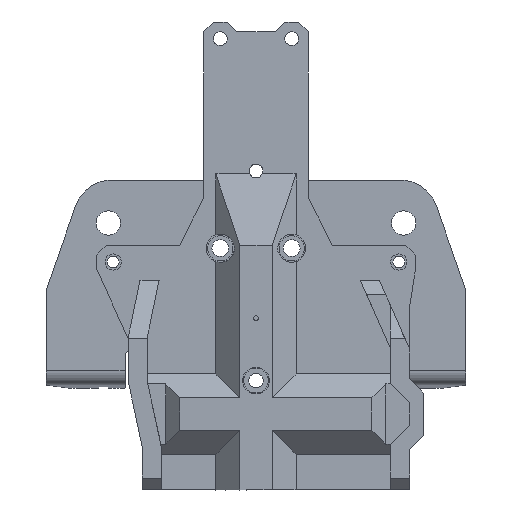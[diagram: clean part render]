
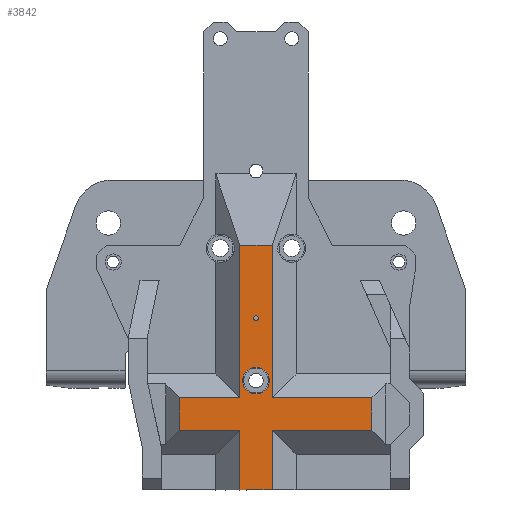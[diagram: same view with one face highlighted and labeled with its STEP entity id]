
A CAD part, front view. The second image highlights one B-rep face of the part: STEP entity #3842.
In plain terms, the highlighted planar face has unit normal (0, -1, 0).
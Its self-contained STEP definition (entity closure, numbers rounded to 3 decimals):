
#70=FACE_BOUND('',#575,.T.);
#71=FACE_BOUND('',#576,.T.);
#171=PLANE('',#4156);
#353=FACE_OUTER_BOUND('',#574,.T.);
#574=EDGE_LOOP('',(#3219,#3220,#3221,#3222,#3223,#3224,#3225,#3226,#3227,
#3228,#3229,#3230,#3231,#3232));
#575=EDGE_LOOP('',(#3233));
#576=EDGE_LOOP('',(#3234));
#846=LINE('',#5824,#1288);
#858=LINE('',#5848,#1300);
#863=LINE('',#5859,#1305);
#871=LINE('',#5874,#1313);
#887=LINE('',#5910,#1329);
#945=LINE('',#6047,#1387);
#948=LINE('',#6054,#1390);
#950=LINE('',#6059,#1392);
#954=LINE('',#6067,#1396);
#956=LINE('',#6071,#1398);
#957=LINE('',#6073,#1399);
#958=LINE('',#6074,#1400);
#959=LINE('',#6075,#1401);
#960=LINE('',#6076,#1402);
#1288=VECTOR('',#4769,10.);
#1300=VECTOR('',#4785,10.);
#1305=VECTOR('',#4792,10.);
#1313=VECTOR('',#4802,10.);
#1329=VECTOR('',#4828,10.);
#1387=VECTOR('',#4938,10.);
#1390=VECTOR('',#4943,10.);
#1392=VECTOR('',#4947,10.);
#1396=VECTOR('',#4953,10.);
#1398=VECTOR('',#4959,10.);
#1399=VECTOR('',#4960,10.);
#1400=VECTOR('',#4961,10.);
#1401=VECTOR('',#4962,10.);
#1402=VECTOR('',#4963,10.);
#1646=CIRCLE('',#4157,0.5);
#1647=CIRCLE('',#4158,2.8);
#1822=VERTEX_POINT('',#5821);
#1823=VERTEX_POINT('',#5823);
#1832=VERTEX_POINT('',#5845);
#1833=VERTEX_POINT('',#5847);
#1837=VERTEX_POINT('',#5856);
#1838=VERTEX_POINT('',#5858);
#1844=VERTEX_POINT('',#5872);
#1858=VERTEX_POINT('',#5907);
#1859=VERTEX_POINT('',#5909);
#1915=VERTEX_POINT('',#6052);
#1916=VERTEX_POINT('',#6057);
#1917=VERTEX_POINT('',#6058);
#1920=VERTEX_POINT('',#6066);
#1921=VERTEX_POINT('',#6072);
#1922=VERTEX_POINT('',#6077);
#1923=VERTEX_POINT('',#6079);
#2266=EDGE_CURVE('',#1823,#1822,#846,.F.);
#2278=EDGE_CURVE('',#1832,#1833,#858,.T.);
#2283=EDGE_CURVE('',#1837,#1838,#863,.T.);
#2291=EDGE_CURVE('',#1844,#1837,#871,.T.);
#2307=EDGE_CURVE('',#1858,#1859,#887,.T.);
#2378=EDGE_CURVE('',#1832,#1823,#945,.T.);
#2381=EDGE_CURVE('',#1844,#1915,#948,.T.);
#2383=EDGE_CURVE('',#1916,#1917,#950,.T.);
#2387=EDGE_CURVE('',#1920,#1858,#954,.F.);
#2390=EDGE_CURVE('',#1916,#1915,#956,.T.);
#2391=EDGE_CURVE('',#1917,#1921,#957,.T.);
#2392=EDGE_CURVE('',#1921,#1833,#958,.F.);
#2393=EDGE_CURVE('',#1822,#1859,#959,.F.);
#2394=EDGE_CURVE('',#1920,#1838,#960,.F.);
#2395=EDGE_CURVE('',#1922,#1922,#1646,.T.);
#2396=EDGE_CURVE('',#1923,#1923,#1647,.F.);
#3219=ORIENTED_EDGE('',*,*,#2283,.F.);
#3220=ORIENTED_EDGE('',*,*,#2291,.F.);
#3221=ORIENTED_EDGE('',*,*,#2381,.T.);
#3222=ORIENTED_EDGE('',*,*,#2390,.F.);
#3223=ORIENTED_EDGE('',*,*,#2383,.T.);
#3224=ORIENTED_EDGE('',*,*,#2391,.T.);
#3225=ORIENTED_EDGE('',*,*,#2392,.T.);
#3226=ORIENTED_EDGE('',*,*,#2278,.F.);
#3227=ORIENTED_EDGE('',*,*,#2378,.T.);
#3228=ORIENTED_EDGE('',*,*,#2266,.T.);
#3229=ORIENTED_EDGE('',*,*,#2393,.T.);
#3230=ORIENTED_EDGE('',*,*,#2307,.F.);
#3231=ORIENTED_EDGE('',*,*,#2387,.F.);
#3232=ORIENTED_EDGE('',*,*,#2394,.T.);
#3233=ORIENTED_EDGE('',*,*,#2395,.T.);
#3234=ORIENTED_EDGE('',*,*,#2396,.T.);
#3842=ADVANCED_FACE('',(#353,#70,#71),#171,.F.);
#4156=AXIS2_PLACEMENT_3D('',#6070,#4957,#4958);
#4157=AXIS2_PLACEMENT_3D('',#6078,#4964,#4965);
#4158=AXIS2_PLACEMENT_3D('',#6080,#4966,#4967);
#4769=DIRECTION('',(1.,0.,0.));
#4785=DIRECTION('',(-1.,0.,0.));
#4792=DIRECTION('',(0.,0.,1.));
#4802=DIRECTION('',(-1.,0.,0.));
#4828=DIRECTION('',(1.,0.,0.));
#4938=DIRECTION('',(0.,0.,1.));
#4943=DIRECTION('',(0.,0.,-1.));
#4947=DIRECTION('',(0.,0.,1.));
#4953=DIRECTION('',(0.,0.,-1.));
#4957=DIRECTION('center_axis',(0.,1.,0.));
#4958=DIRECTION('ref_axis',(-1.,0.,0.));
#4959=DIRECTION('',(-1.,0.,0.));
#4960=DIRECTION('',(1.,0.,0.));
#4961=DIRECTION('',(0.,0.,-1.));
#4962=DIRECTION('',(0.,0.,-1.));
#4963=DIRECTION('',(1.,0.,0.));
#4964=DIRECTION('center_axis',(0.,1.,0.));
#4965=DIRECTION('ref_axis',(1.,0.,0.));
#4966=DIRECTION('center_axis',(0.,-1.,0.));
#4967=DIRECTION('ref_axis',(-1.,0.,0.));
#5821=CARTESIAN_POINT('',(3.652,-11.9,-16.536));
#5823=CARTESIAN_POINT('',(24.575,-11.9,-16.536));
#5824=CARTESIAN_POINT('',(14.856,-11.9,-16.536));
#5845=CARTESIAN_POINT('',(24.575,-11.9,-23.364));
#5847=CARTESIAN_POINT('',(3.652,-11.9,-23.364));
#5848=CARTESIAN_POINT('',(14.856,-11.9,-23.364));
#5856=CARTESIAN_POINT('',(-15.793,-11.9,-23.364));
#5858=CARTESIAN_POINT('',(-15.793,-11.9,-16.536));
#5859=CARTESIAN_POINT('',(-15.793,-11.9,-31.4));
#5872=CARTESIAN_POINT('',(-3.177,-11.9,-23.364));
#5874=CARTESIAN_POINT('',(14.856,-11.9,-23.364));
#5907=CARTESIAN_POINT('',(-3.177,-11.9,15.475));
#5909=CARTESIAN_POINT('',(3.652,-11.9,15.475));
#5910=CARTESIAN_POINT('',(-1.762,-11.9,15.475));
#6047=CARTESIAN_POINT('',(24.575,-11.9,-26.925));
#6052=CARTESIAN_POINT('',(-3.177,-11.9,-35.9));
#6054=CARTESIAN_POINT('',(-3.177,-11.9,-10.612));
#6057=CARTESIAN_POINT('',(-1.762,-11.9,-35.9));
#6058=CARTESIAN_POINT('',(-1.762,-11.9,-35.9));
#6059=CARTESIAN_POINT('',(-1.762,-11.9,-10.612));
#6066=CARTESIAN_POINT('',(-3.177,-11.9,-16.536));
#6067=CARTESIAN_POINT('',(-3.177,-11.9,-10.612));
#6070=CARTESIAN_POINT('Origin',(2.238,-11.9,-35.9));
#6071=CARTESIAN_POINT('',(-1.012,-11.9,-35.9));
#6072=CARTESIAN_POINT('',(3.652,-11.9,-35.9));
#6073=CARTESIAN_POINT('',(-1.762,-11.9,-35.9));
#6074=CARTESIAN_POINT('',(3.652,-11.9,-35.9));
#6075=CARTESIAN_POINT('',(3.652,-11.9,-35.9));
#6076=CARTESIAN_POINT('',(14.856,-11.9,-16.536));
#6077=CARTESIAN_POINT('',(-0.262,-11.9,0.176));
#6078=CARTESIAN_POINT('Origin',(0.238,-11.9,0.176));
#6079=CARTESIAN_POINT('',(3.038,-11.9,-12.924));
#6080=CARTESIAN_POINT('Origin',(0.238,-11.9,-12.924));
